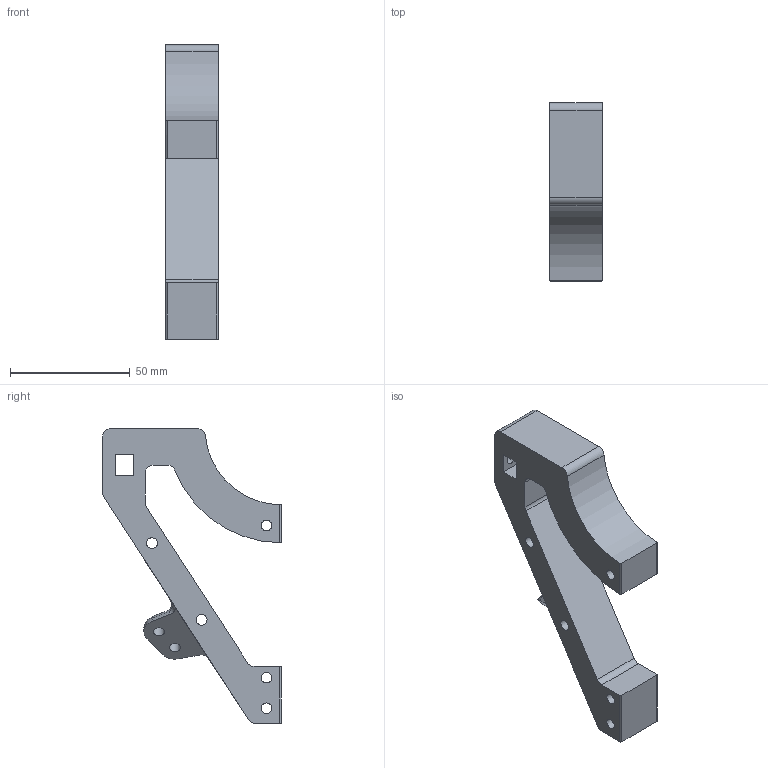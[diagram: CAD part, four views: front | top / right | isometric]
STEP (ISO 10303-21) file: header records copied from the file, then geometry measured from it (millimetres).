
FILE_DESCRIPTION(/* description */ (''),/* implementation_level */ '2;1');
FILE_NAME(/* name */ 'Funnel_MIR.stp',/* time_stamp */ '2025-09-14T21:35:41-04:00',/* author */ ('Teddy'),/* organization */ (''),/* preprocessor_version */ 'ST-DEVELOPER v20.1',/* originating_system */ 'Autodesk Inventor 2026',/* authorisation */ '');
FILE_SCHEMA (('AUTOMOTIVE_DESIGN { 1 0 10303 214 3 1 1 }'));
Length unit declared in the file: inch
Products named in the file (1): Funnel_MIR
Bounding box: 21.72 x 74.36 x 122.96 mm (x, y, z)
Volume: 68043.6 mm3; surface area: 19245.9 mm2
Topology: 1 solids, 1 shells, 56 faces, 154 edges, 100 vertices
Faces by surface type: cylinder 31, plane 21, bspline 4
Full cylindrical faces by diameter (mm): 4.369 x5, 4.572 x4
Entity records: 2055 total; most frequent: CARTESIAN_POINT 452, DIRECTION 318, ORIENTED_EDGE 308, EDGE_CURVE 154, AXIS2_PLACEMENT_3D 116, VERTEX_POINT 100, LINE 86, VECTOR 86
